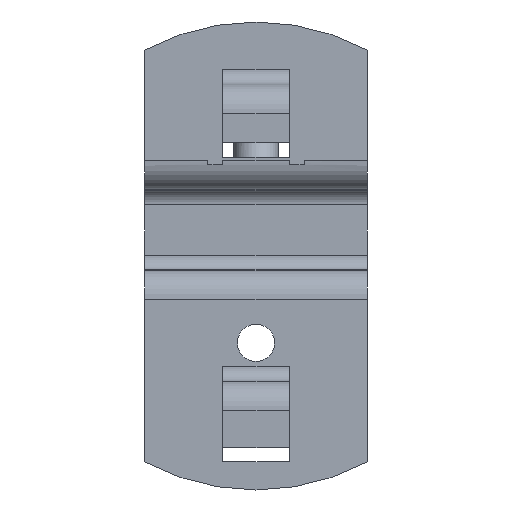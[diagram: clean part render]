
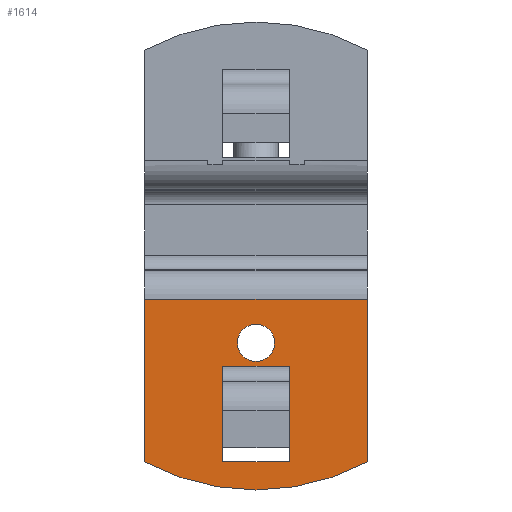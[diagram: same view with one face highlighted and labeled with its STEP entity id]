
A CAD part, front view. The second image highlights one B-rep face of the part: STEP entity #1614.
In plain terms, the highlighted planar face has unit normal (0, -1, 0).
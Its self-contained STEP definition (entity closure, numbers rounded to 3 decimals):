
#305=CARTESIAN_POINT('',(-12.5,0.0,19.801));
#306=VERTEX_POINT('',#305);
#307=CARTESIAN_POINT('',(-15.,0.0,19.801));
#308=DIRECTION('',(0.0,1.0,0.0));
#309=DIRECTION('',(1.0,0.0,0.0));
#310=AXIS2_PLACEMENT_3D('',#307,#308,#309);
#311=CIRCLE('',#310,2.5);
#312=EDGE_CURVE('',#306,#306,#311,.T.);
#1289=CARTESIAN_POINT('',(-10.5,0.0,13.17));
#1290=VERTEX_POINT('',#1289);
#1306=CARTESIAN_POINT('',(-10.5,0.,3.801));
#1307=VERTEX_POINT('',#1306);
#1314=CARTESIAN_POINT('',(-10.5,0.0,3.801));
#1315=DIRECTION('',(0.0,0.0,1.0));
#1316=VECTOR('',#1315,9.369);
#1317=LINE('',#1314,#1316);
#1318=EDGE_CURVE('',#1307,#1290,#1317,.T.);
#1330=CARTESIAN_POINT('',(-19.5,0.0,13.17));
#1331=VERTEX_POINT('',#1330);
#1339=CARTESIAN_POINT('',(-19.5,0.,3.801));
#1340=VERTEX_POINT('',#1339);
#1341=CARTESIAN_POINT('',(-19.5,0.0,13.17));
#1342=DIRECTION('',(0.0,0.0,-1.0));
#1343=VECTOR('',#1342,9.369);
#1344=LINE('',#1341,#1343);
#1345=EDGE_CURVE('',#1331,#1340,#1344,.T.);
#1369=CARTESIAN_POINT('',(-10.5,0.,16.634));
#1370=VERTEX_POINT('',#1369);
#1371=CARTESIAN_POINT('',(-10.5,0.,13.17));
#1372=DIRECTION('',(0.0,0.0,1.0));
#1373=VECTOR('',#1372,3.464);
#1374=LINE('',#1371,#1373);
#1375=EDGE_CURVE('',#1290,#1370,#1374,.T.);
#1418=CARTESIAN_POINT('',(-19.5,0.,16.634));
#1419=VERTEX_POINT('',#1418);
#1420=CARTESIAN_POINT('',(-19.5,0.0,16.634));
#1421=DIRECTION('',(1.0,0.0,0.0));
#1422=VECTOR('',#1421,9.);
#1423=LINE('',#1420,#1422);
#1424=EDGE_CURVE('',#1419,#1370,#1423,.T.);
#1492=CARTESIAN_POINT('',(-19.5,0.,16.634));
#1493=DIRECTION('',(0.0,0.0,-1.0));
#1494=VECTOR('',#1493,3.464);
#1495=LINE('',#1492,#1494);
#1496=EDGE_CURVE('',#1419,#1331,#1495,.T.);
#1558=CARTESIAN_POINT('',(-15.,0.0,14.5));
#1559=DIRECTION('',(0.0,1.0,0.0));
#1560=DIRECTION('',(0.0,0.0,1.0));
#1561=AXIS2_PLACEMENT_3D('',#1558,#1559,#1560);
#1562=PLANE('',#1561);
#1563=CARTESIAN_POINT('',(-30.0,0.0,3.801));
#1564=VERTEX_POINT('',#1563);
#1565=CARTESIAN_POINT('',(0.,0.,3.801));
#1566=VERTEX_POINT('',#1565);
#1567=CARTESIAN_POINT('',(-15.,0.0,31.496));
#1568=DIRECTION('',(0.0,-1.0,0.0));
#1569=DIRECTION('',(0.476,0.0,-0.879));
#1570=AXIS2_PLACEMENT_3D('',#1567,#1568,#1569);
#1571=CIRCLE('',#1570,31.496);
#1572=EDGE_CURVE('',#1564,#1566,#1571,.T.);
#1573=ORIENTED_EDGE('',*,*,#1572,.T.);
#1574=CARTESIAN_POINT('',(0.,0.,25.644));
#1575=VERTEX_POINT('',#1574);
#1576=CARTESIAN_POINT('',(0.,0.0,25.644));
#1577=DIRECTION('',(0.0,0.0,-1.0));
#1578=VECTOR('',#1577,21.842);
#1579=LINE('',#1576,#1578);
#1580=EDGE_CURVE('',#1575,#1566,#1579,.T.);
#1581=ORIENTED_EDGE('',*,*,#1580,.F.);
#1582=CARTESIAN_POINT('',(-30.,0.,25.644));
#1583=VERTEX_POINT('',#1582);
#1584=CARTESIAN_POINT('',(0.,0.0,25.644));
#1585=DIRECTION('',(-1.0,0.0,0.0));
#1586=VECTOR('',#1585,30.0);
#1587=LINE('',#1584,#1586);
#1588=EDGE_CURVE('',#1575,#1583,#1587,.T.);
#1589=ORIENTED_EDGE('',*,*,#1588,.T.);
#1590=CARTESIAN_POINT('',(-30.0,0.0,3.801));
#1591=DIRECTION('',(0.0,0.0,1.0));
#1592=VECTOR('',#1591,21.842);
#1593=LINE('',#1590,#1592);
#1594=EDGE_CURVE('',#1564,#1583,#1593,.T.);
#1595=ORIENTED_EDGE('',*,*,#1594,.F.);
#1596=EDGE_LOOP('',(#1573,#1581,#1589,#1595));
#1597=FACE_OUTER_BOUND('',#1596,.T.);
#1598=ORIENTED_EDGE('',*,*,#312,.T.);
#1599=EDGE_LOOP('',(#1598));
#1600=FACE_BOUND('',#1599,.T.);
#1601=ORIENTED_EDGE('',*,*,#1424,.T.);
#1602=ORIENTED_EDGE('',*,*,#1375,.F.);
#1603=ORIENTED_EDGE('',*,*,#1318,.F.);
#1604=CARTESIAN_POINT('',(-10.5,0.0,3.801));
#1605=DIRECTION('',(-1.0,0.0,0.0));
#1606=VECTOR('',#1605,9.);
#1607=LINE('',#1604,#1606);
#1608=EDGE_CURVE('',#1307,#1340,#1607,.T.);
#1609=ORIENTED_EDGE('',*,*,#1608,.T.);
#1610=ORIENTED_EDGE('',*,*,#1345,.F.);
#1611=ORIENTED_EDGE('',*,*,#1496,.F.);
#1612=EDGE_LOOP('',(#1601,#1602,#1603,#1609,#1610,#1611));
#1613=FACE_BOUND('',#1612,.T.);
#1614=ADVANCED_FACE('',(#1597,#1600,#1613),#1562,.F.);
